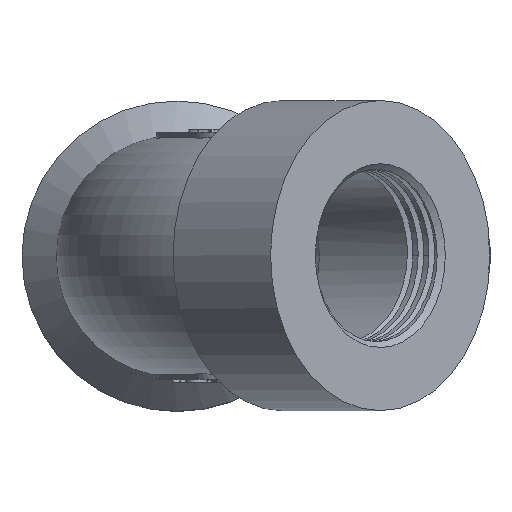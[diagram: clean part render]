
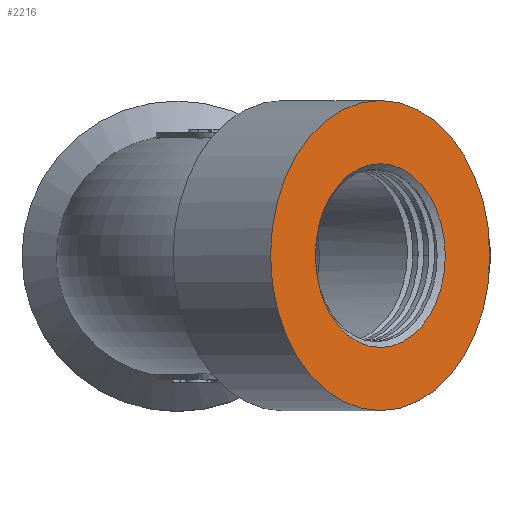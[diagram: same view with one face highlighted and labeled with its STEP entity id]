
A CAD part, top view. The second image highlights one B-rep face of the part: STEP entity #2216.
In plain terms, the highlighted planar face has unit normal (0.707, 0, 0.707).
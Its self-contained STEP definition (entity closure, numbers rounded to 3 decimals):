
#95=CIRCLE('',#2372,13.5);
#103=CIRCLE('',#2389,8.);
#601=ORIENTED_EDGE('',*,*,#1258,.T.);
#602=ORIENTED_EDGE('',*,*,#1228,.F.);
#1228=EDGE_CURVE('',#1550,#1550,#95,.T.);
#1258=EDGE_CURVE('',#1582,#1582,#103,.T.);
#1550=VERTEX_POINT('',#3245);
#1582=VERTEX_POINT('',#3565);
#1828=EDGE_LOOP('',(#601));
#1829=EDGE_LOOP('',(#602));
#1985=FACE_BOUND('',#1828,.T.);
#1986=FACE_BOUND('',#1829,.T.);
#2126=PLANE('',#2388);
#2216=ADVANCED_FACE('',(#1985,#1986),#2126,.F.);
#2372=AXIS2_PLACEMENT_3D('',#3278,#2553,#2554);
#2388=AXIS2_PLACEMENT_3D('',#3563,#2592,#2593);
#2389=AXIS2_PLACEMENT_3D('',#3564,#2594,#2595);
#2553=DIRECTION('',(-0.707,0.,-0.707));
#2554=DIRECTION('',(0.,1.,0.));
#2592=DIRECTION('',(-0.707,0.,-0.707));
#2593=DIRECTION('',(-0.707,0.,0.707));
#2594=DIRECTION('',(-0.707,0.,-0.707));
#2595=DIRECTION('',(-0.707,0.,0.707));
#3245=CARTESIAN_POINT('',(2.224,0.,33.132));
#3278=CARTESIAN_POINT('',(-7.322,0.,42.678));
#3563=CARTESIAN_POINT('',(-7.322,0.,42.678));
#3564=CARTESIAN_POINT('',(-7.322,0.,42.678));
#3565=CARTESIAN_POINT('',(-12.979,0.,48.335));
